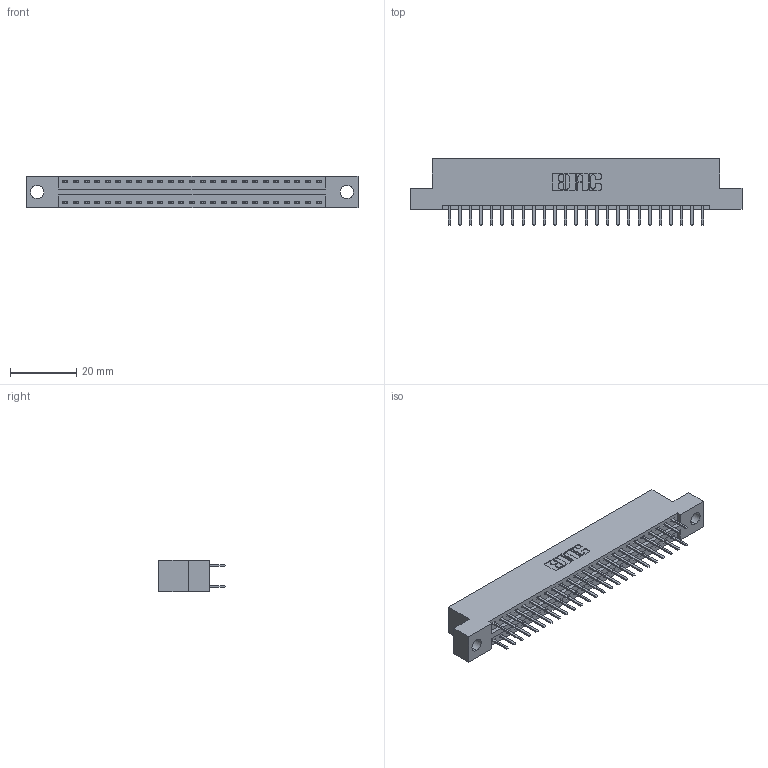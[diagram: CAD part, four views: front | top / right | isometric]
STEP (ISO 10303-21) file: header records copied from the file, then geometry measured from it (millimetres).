
FILE_DESCRIPTION (( 'STEP AP203' ), '1' );
FILE_NAME ('346-050-520-204.STEP', '2022-05-20T22:40:31', ( '' ), ( '' ), 'SwSTEP 2.0', 'SolidWorks 2020', '' );
FILE_SCHEMA (( 'CONFIG_CONTROL_DESIGN' ));
Length unit declared in the file: inch
Products named in the file (3): 346-050-520-204; 345-292-001_345-293-120; 346 Part_Flush Mounting Lugs - 0.156 Dia-TH
Assembly tree (51 placements, depth 2):
  346-050-520-204
    346 Part_Flush Mounting Lugs - 0.156 Dia-TH
    345-292-001_345-293-120  x50
Bounding box: 99.95 x 20.02 x 9.4 mm (x, y, z)
Volume: 9486.3 mm3; surface area: 12568.8 mm2
Topology: 51 solids, 51 shells, 2936 faces, 8515 edges, 5542 vertices
Faces by surface type: plane 1940, cylinder 996
Entity records: 19137 total; most frequent: CARTESIAN_POINT 3194, ORIENTED_EDGE 3114, DIRECTION 2853, EDGE_CURVE 1557, LINE 1321, VECTOR 1321, VERTEX_POINT 1034, AXIS2_PLACEMENT_3D 766
